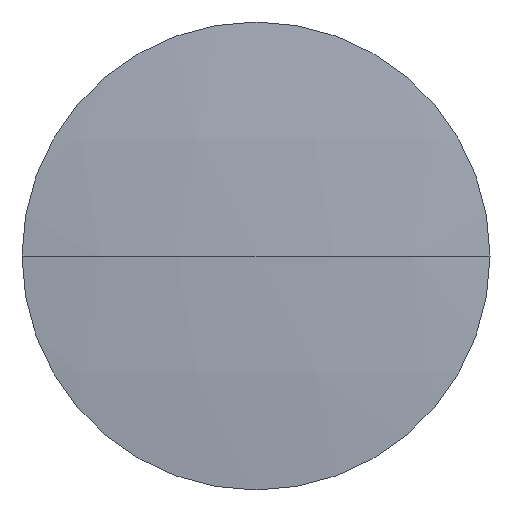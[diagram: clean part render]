
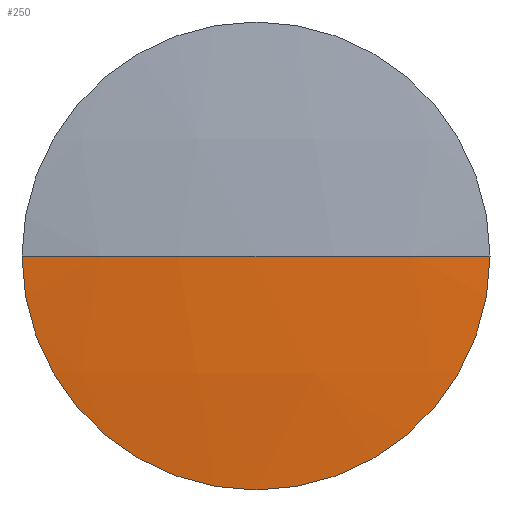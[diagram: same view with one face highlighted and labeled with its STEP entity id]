
A CAD part, left-side view. The second image highlights one B-rep face of the part: STEP entity #250.
In plain terms, the highlighted spherical face has radius 57.812 mm.
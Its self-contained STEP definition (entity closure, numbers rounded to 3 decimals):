
#1 = EDGE_CURVE ( 'NONE', #294, #84, #189, .T. ) ;
#4 = VERTEX_POINT ( 'NONE', #194 ) ;
#12 = CARTESIAN_POINT ( 'NONE',  ( 41.879, 24.308, 0. ) ) ;
#13 = SPHERICAL_SURFACE ( 'NONE', #200, 57.812 ) ;
#24 = CIRCLE ( 'NONE', #277, 6.35 ) ;
#25 = CARTESIAN_POINT ( 'NONE',  ( 99.692, 24.308, 0. ) ) ;
#41 = CIRCLE ( 'NONE', #262, 57.812 ) ;
#42 = CARTESIAN_POINT ( 'NONE',  ( 42.229, 24.308, 0. ) ) ;
#58 = AXIS2_PLACEMENT_3D ( 'NONE', #25, #132, #159 ) ;
#65 = CIRCLE ( 'NONE', #334, 6.35 ) ;
#73 = DIRECTION ( 'NONE',  ( -1., 0., 0. ) ) ;
#78 = VERTEX_POINT ( 'NONE', #222 ) ;
#83 = CARTESIAN_POINT ( 'NONE',  ( 42.229, 30.658, 0. ) ) ;
#84 = VERTEX_POINT ( 'NONE', #12 ) ;
#88 = DIRECTION ( 'NONE',  ( -1., 0., 0. ) ) ;
#98 = DIRECTION ( 'NONE',  ( 0., 0., 1. ) ) ;
#99 = EDGE_CURVE ( 'NONE', #294, #4, #24, .T. ) ;
#132 = DIRECTION ( 'NONE',  ( 0., 0., 1. ) ) ;
#156 = ORIENTED_EDGE ( 'NONE', *, *, #1, .F. ) ;
#158 = EDGE_CURVE ( 'NONE', #78, #84, #41, .T. ) ;
#159 = DIRECTION ( 'NONE',  ( 1., 0., 0. ) ) ;
#174 = DIRECTION ( 'NONE',  ( 0., 0., -1. ) ) ;
#176 = DIRECTION ( 'NONE',  ( 0., 1., 0. ) ) ;
#179 = DIRECTION ( 'NONE',  ( 0., 0., -1. ) ) ;
#189 = CIRCLE ( 'NONE', #58, 57.812 ) ;
#194 = CARTESIAN_POINT ( 'NONE',  ( 42.229, 24.308, -6.35 ) ) ;
#197 = ORIENTED_EDGE ( 'NONE', *, *, #240, .T. ) ;
#200 = AXIS2_PLACEMENT_3D ( 'NONE', #221, #174, #253 ) ;
#221 = CARTESIAN_POINT ( 'NONE',  ( 99.692, 24.308, 0. ) ) ;
#222 = CARTESIAN_POINT ( 'NONE',  ( 42.229, 17.958, 0. ) ) ;
#223 = CARTESIAN_POINT ( 'NONE',  ( 99.692, 24.308, 0. ) ) ;
#240 = EDGE_CURVE ( 'NONE', #4, #78, #65, .T. ) ;
#250 = ADVANCED_FACE ( 'NONE', ( #290 ), #13, .T. ) ;
#252 = ORIENTED_EDGE ( 'NONE', *, *, #99, .T. ) ;
#253 = DIRECTION ( 'NONE',  ( 0., 1., 0. ) ) ;
#262 = AXIS2_PLACEMENT_3D ( 'NONE', #223, #179, #176 ) ;
#277 = AXIS2_PLACEMENT_3D ( 'NONE', #309, #73, #98 ) ;
#280 = DIRECTION ( 'NONE',  ( 0., 0., 1. ) ) ;
#287 = ORIENTED_EDGE ( 'NONE', *, *, #158, .T. ) ;
#290 = FACE_OUTER_BOUND ( 'NONE', #305, .T. ) ;
#294 = VERTEX_POINT ( 'NONE', #83 ) ;
#305 = EDGE_LOOP ( 'NONE', ( #252, #197, #287, #156 ) ) ;
#309 = CARTESIAN_POINT ( 'NONE',  ( 42.229, 24.308, 0. ) ) ;
#334 = AXIS2_PLACEMENT_3D ( 'NONE', #42, #88, #280 ) ;
